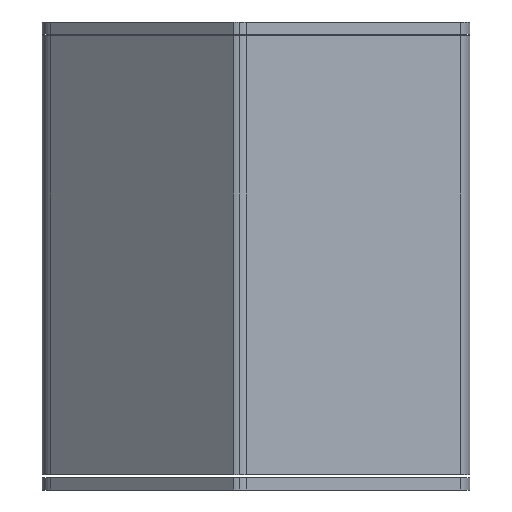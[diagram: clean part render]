
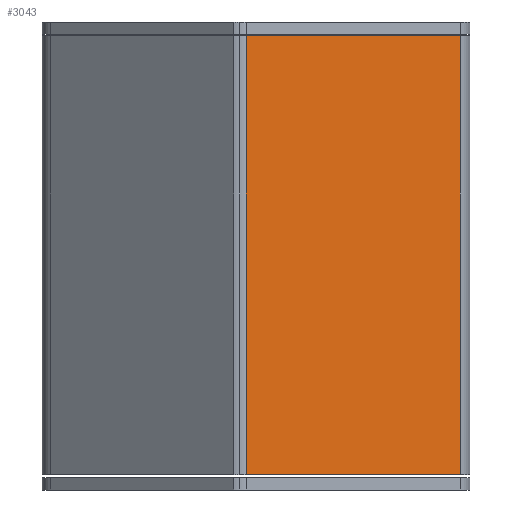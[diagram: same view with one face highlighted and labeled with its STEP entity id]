
A CAD part, left-side view. The second image highlights one B-rep face of the part: STEP entity #3043.
In plain terms, the highlighted planar face has unit normal (-0.727, -0.687, 0).
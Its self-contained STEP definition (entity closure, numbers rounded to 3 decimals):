
#242=CARTESIAN_POINT('',(14.202,156.152,125.016));
#243=VERTEX_POINT('',#242);
#251=CARTESIAN_POINT('',(71.818,95.188,125.016));
#252=VERTEX_POINT('',#251);
#253=CARTESIAN_POINT('',(14.202,156.152,125.016));
#254=DIRECTION('',(0.687,-0.727,0.));
#255=VECTOR('',#254,83.883);
#256=LINE('',#253,#255);
#257=EDGE_CURVE('',#243,#252,#256,.T.);
#1754=CARTESIAN_POINT('',(71.818,95.188,0.));
#1755=VERTEX_POINT('',#1754);
#1763=CARTESIAN_POINT('',(14.202,156.152,0.));
#1764=VERTEX_POINT('',#1763);
#1765=CARTESIAN_POINT('',(14.202,156.152,0.));
#1766=DIRECTION('',(0.687,-0.727,0.));
#1767=VECTOR('',#1766,83.883);
#1768=LINE('',#1765,#1767);
#1769=EDGE_CURVE('',#1764,#1755,#1768,.T.);
#3022=CARTESIAN_POINT('',(44.284,124.322,5.556));
#3023=DIRECTION('',(0.727,0.687,0.));
#3024=DIRECTION('',(-0.687,0.727,0.));
#3025=AXIS2_PLACEMENT_3D('',#3022,#3023,#3024);
#3026=PLANE('',#3025);
#3027=ORIENTED_EDGE('',*,*,#1769,.T.);
#3028=CARTESIAN_POINT('',(71.818,95.188,0.));
#3029=DIRECTION('',(-0.,-0.,1.));
#3030=VECTOR('',#3029,125.016);
#3031=LINE('',#3028,#3030);
#3032=EDGE_CURVE('',#1755,#252,#3031,.T.);
#3033=ORIENTED_EDGE('',*,*,#3032,.T.);
#3034=ORIENTED_EDGE('',*,*,#257,.F.);
#3035=CARTESIAN_POINT('',(14.202,156.152,125.016));
#3036=DIRECTION('',(0.,0.,-1.));
#3037=VECTOR('',#3036,125.016);
#3038=LINE('',#3035,#3037);
#3039=EDGE_CURVE('',#243,#1764,#3038,.T.);
#3040=ORIENTED_EDGE('',*,*,#3039,.T.);
#3041=EDGE_LOOP('',(#3027,#3033,#3034,#3040));
#3042=FACE_BOUND('',#3041,.T.);
#3043=ADVANCED_FACE('',(#3042),#3026,.F.);
